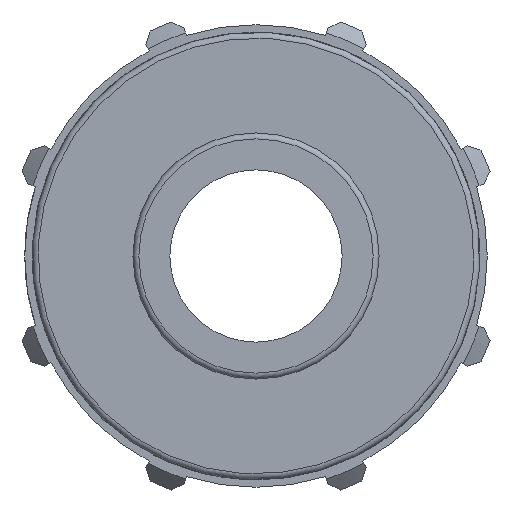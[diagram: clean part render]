
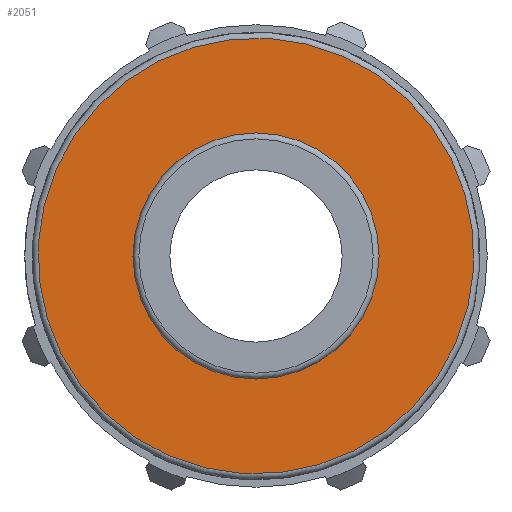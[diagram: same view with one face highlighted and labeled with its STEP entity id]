
A CAD part, left-side view. The second image highlights one B-rep face of the part: STEP entity #2051.
In plain terms, the highlighted planar face has unit normal (-1, 0, 0).
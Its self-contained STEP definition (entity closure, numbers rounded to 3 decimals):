
#438=FACE_BOUND('',#628,.T.);
#483=FACE_OUTER_BOUND('',#627,.T.);
#627=EDGE_LOOP('',(#1471));
#628=EDGE_LOOP('',(#1472));
#747=CIRCLE('',#2170,37.592);
#780=CIRCLE('',#2223,66.6);
#849=VERTEX_POINT('',#3010);
#912=VERTEX_POINT('',#3390);
#1059=EDGE_CURVE('',#849,#849,#747,.T.);
#1140=EDGE_CURVE('',#912,#912,#780,.T.);
#1471=ORIENTED_EDGE('',*,*,#1140,.F.);
#1472=ORIENTED_EDGE('',*,*,#1059,.T.);
#1964=PLANE('',#2224);
#2051=ADVANCED_FACE('',(#483,#438),#1964,.T.);
#2170=AXIS2_PLACEMENT_3D('',#3011,#2422,#2423);
#2223=AXIS2_PLACEMENT_3D('',#3391,#2552,#2553);
#2224=AXIS2_PLACEMENT_3D('',#3392,#2554,#2555);
#2422=DIRECTION('center_axis',(1.,0.,0.));
#2423=DIRECTION('ref_axis',(0.,0.,-1.));
#2552=DIRECTION('center_axis',(1.,0.,0.));
#2553=DIRECTION('ref_axis',(0.,-0.552,0.834));
#2554=DIRECTION('center_axis',(-1.,0.,0.));
#2555=DIRECTION('ref_axis',(0.,0.,1.));
#3010=CARTESIAN_POINT('',(29.,37.592,0.));
#3011=CARTESIAN_POINT('Origin',(29.,0.,0.));
#3390=CARTESIAN_POINT('',(29.,36.745,-55.546));
#3391=CARTESIAN_POINT('Origin',(29.,0.,0.));
#3392=CARTESIAN_POINT('Origin',(29.,68.4,0.));
